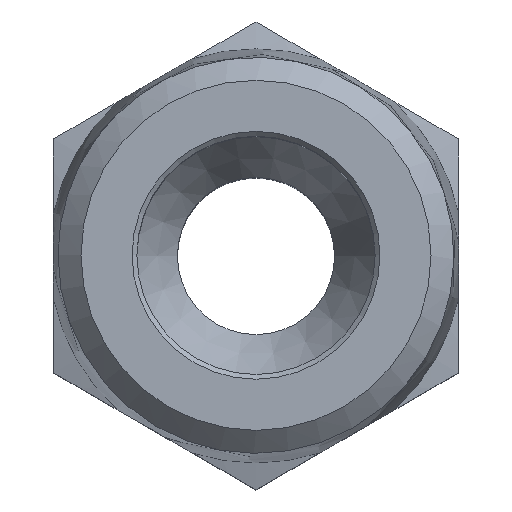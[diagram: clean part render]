
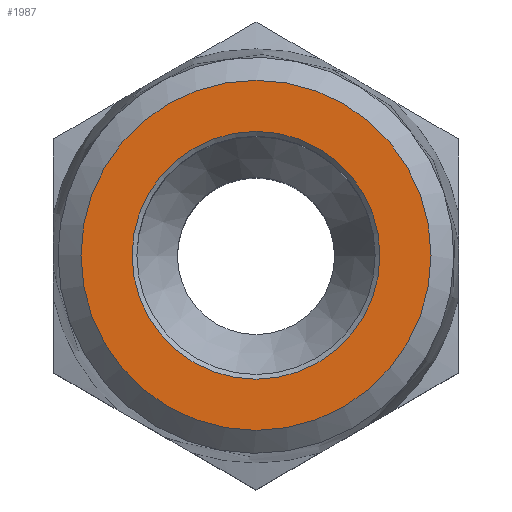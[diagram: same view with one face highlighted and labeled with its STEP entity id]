
A CAD part, top view. The second image highlights one B-rep face of the part: STEP entity #1987.
In plain terms, the highlighted planar face has unit normal (0, 0, 1).
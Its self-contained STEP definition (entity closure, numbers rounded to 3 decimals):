
#72=PLANE('',#2172);
#432=FACE_BOUND('',#626,.T.);
#475=FACE_OUTER_BOUND('',#625,.T.);
#625=EDGE_LOOP('',(#1489));
#626=EDGE_LOOP('',(#1490));
#752=CIRCLE('',#2108,7.345);
#754=CIRCLE('',#2111,5.2);
#851=VERTEX_POINT('',#2776);
#853=VERTEX_POINT('',#2781);
#1046=EDGE_CURVE('',#851,#851,#752,.T.);
#1048=EDGE_CURVE('',#853,#853,#754,.T.);
#1489=ORIENTED_EDGE('',*,*,#1046,.F.);
#1490=ORIENTED_EDGE('',*,*,#1048,.F.);
#1987=ADVANCED_FACE('',(#475,#432),#72,.F.);
#2108=AXIS2_PLACEMENT_3D('',#2777,#2311,#2312);
#2111=AXIS2_PLACEMENT_3D('',#2782,#2317,#2318);
#2172=AXIS2_PLACEMENT_3D('',#3454,#2467,#2468);
#2311=DIRECTION('center_axis',(0.,0.,-1.));
#2312=DIRECTION('ref_axis',(-1.,0.,0.));
#2317=DIRECTION('center_axis',(0.,0.,1.));
#2318=DIRECTION('ref_axis',(1.,0.,0.));
#2467=DIRECTION('center_axis',(0.,0.,-1.));
#2468=DIRECTION('ref_axis',(-1.,0.,0.));
#2776=CARTESIAN_POINT('',(-7.345,0.,0.));
#2777=CARTESIAN_POINT('Origin',(0.,0.,0.));
#2781=CARTESIAN_POINT('',(5.2,0.,0.));
#2782=CARTESIAN_POINT('Origin',(0.,0.,0.));
#3454=CARTESIAN_POINT('Origin',(0.,0.,0.));
